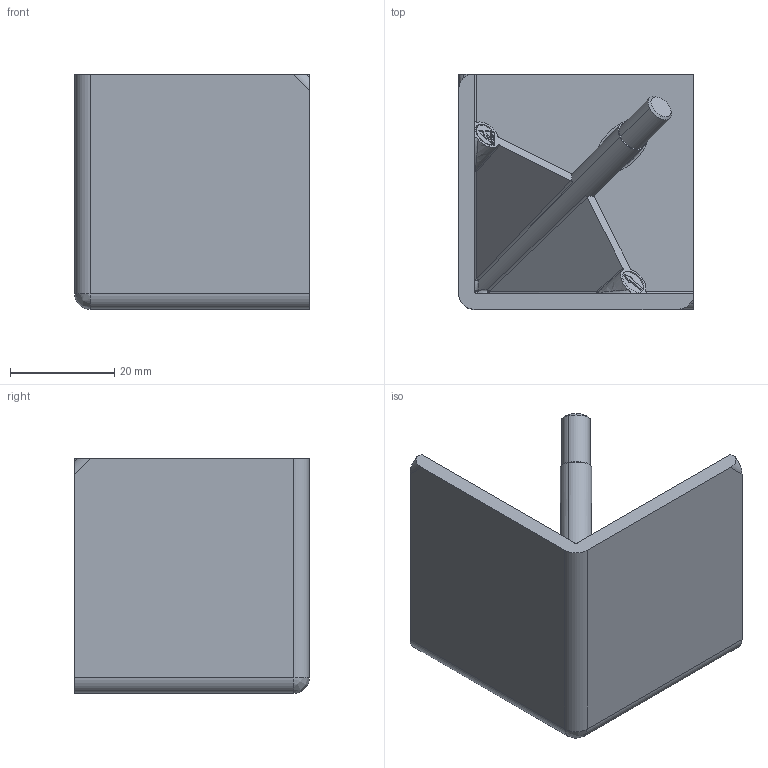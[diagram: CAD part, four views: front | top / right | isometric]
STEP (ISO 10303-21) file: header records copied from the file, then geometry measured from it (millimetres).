
FILE_DESCRIPTION (( 'STEP AP203' ), '1' );
FILE_NAME ('412548723_c_1.STEP', '2023-03-19T00:24:41', ( '' ), ( '' ), 'SwSTEP 2.0', 'SolidWorks 2014', '' );
FILE_SCHEMA (( 'CONFIG_CONTROL_DESIGN' ));
Length unit declared in the file: millimetre
Products named in the file (1): 412548723_c_1
Bounding box: 45 x 45 x 45 mm (x, y, z)
Volume: 21301 mm3; surface area: 14783.2 mm2
Topology: 1 solids, 1 shells, 319 faces, 872 edges, 561 vertices
Faces by surface type: plane 232, bspline 47, cylinder 29, cone 11
Entity records: 11518 total; most frequent: CARTESIAN_POINT 3786, ORIENTED_EDGE 1728, DIRECTION 1369, EDGE_CURVE 864, LINE 671, VECTOR 671, VERTEX_POINT 561, AXIS2_PLACEMENT_3D 349
